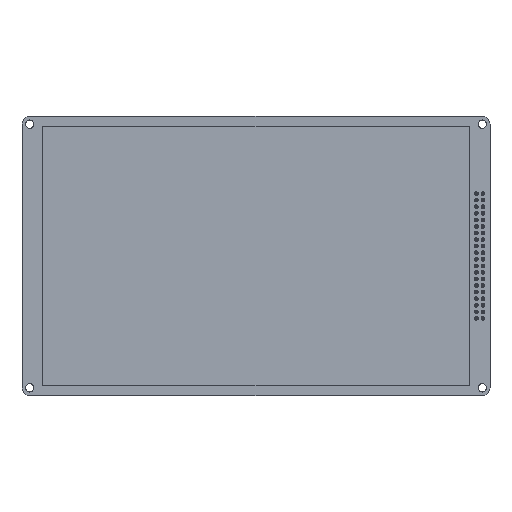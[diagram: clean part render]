
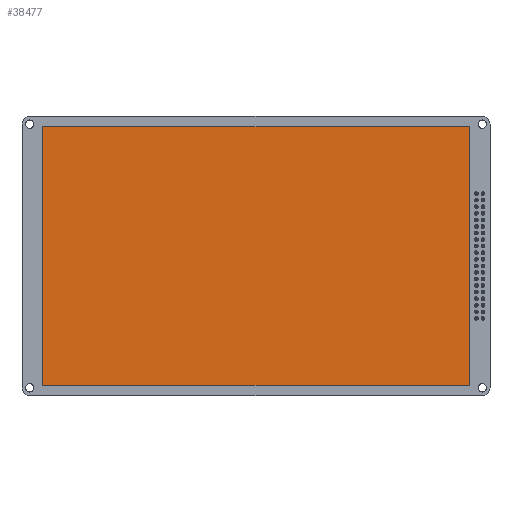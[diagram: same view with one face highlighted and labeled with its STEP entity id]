
A CAD part, top view. The second image highlights one B-rep face of the part: STEP entity #38477.
In plain terms, the highlighted planar face has unit normal (0, 0, 1).
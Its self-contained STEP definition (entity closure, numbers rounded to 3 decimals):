
#2573=FACE_OUTER_BOUND('',#4815,.T.);
#4815=EDGE_LOOP('',(#32539,#32540,#32541,#32542));
#9589=LINE('',#60241,#14371);
#9592=LINE('',#60247,#14374);
#9595=LINE('',#60253,#14377);
#9598=LINE('',#60257,#14380);
#14371=VECTOR('',#50029,10.);
#14374=VECTOR('',#50034,10.);
#14377=VECTOR('',#50039,10.);
#14380=VECTOR('',#50044,10.);
#17547=VERTEX_POINT('',#60238);
#17548=VERTEX_POINT('',#60240);
#17550=VERTEX_POINT('',#60246);
#17552=VERTEX_POINT('',#60252);
#22541=EDGE_CURVE('',#17548,#17547,#9589,.T.);
#22544=EDGE_CURVE('',#17550,#17548,#9592,.T.);
#22547=EDGE_CURVE('',#17552,#17550,#9595,.T.);
#22550=EDGE_CURVE('',#17547,#17552,#9598,.T.);
#32539=ORIENTED_EDGE('',*,*,#22550,.T.);
#32540=ORIENTED_EDGE('',*,*,#22547,.T.);
#32541=ORIENTED_EDGE('',*,*,#22544,.T.);
#32542=ORIENTED_EDGE('',*,*,#22541,.T.);
#34491=PLANE('',#40757);
#38477=ADVANCED_FACE('',(#2573),#34491,.T.);
#40757=AXIS2_PLACEMENT_3D('',#60258,#50045,#50046);
#50029=DIRECTION('',(-1.,0.,0.));
#50034=DIRECTION('',(0.,1.,0.));
#50039=DIRECTION('',(1.,0.,0.));
#50044=DIRECTION('',(0.,-1.,0.));
#50045=DIRECTION('center_axis',(0.,0.,1.));
#50046=DIRECTION('ref_axis',(1.,0.,0.));
#60238=CARTESIAN_POINT('',(-81.95,54.,3.6));
#60240=CARTESIAN_POINT('',(82.95,54.,3.6));
#60241=CARTESIAN_POINT('',(41.725,54.,3.6));
#60246=CARTESIAN_POINT('',(82.95,-46.,3.6));
#60247=CARTESIAN_POINT('',(82.95,-21.,3.6));
#60252=CARTESIAN_POINT('',(-81.95,-46.,3.6));
#60253=CARTESIAN_POINT('',(-40.725,-46.,3.6));
#60257=CARTESIAN_POINT('',(-81.95,29.,3.6));
#60258=CARTESIAN_POINT('Origin',(0.5,4.,3.6));
